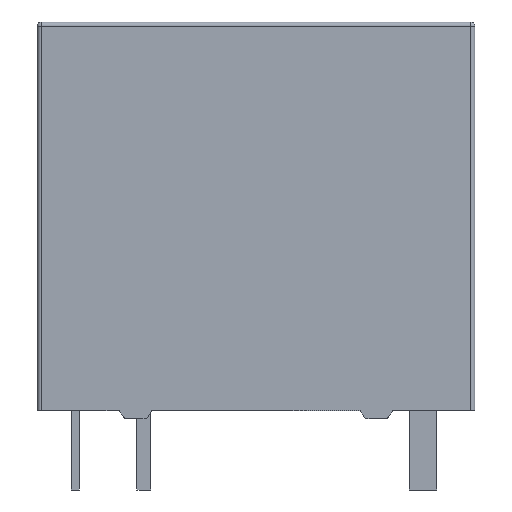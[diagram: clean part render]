
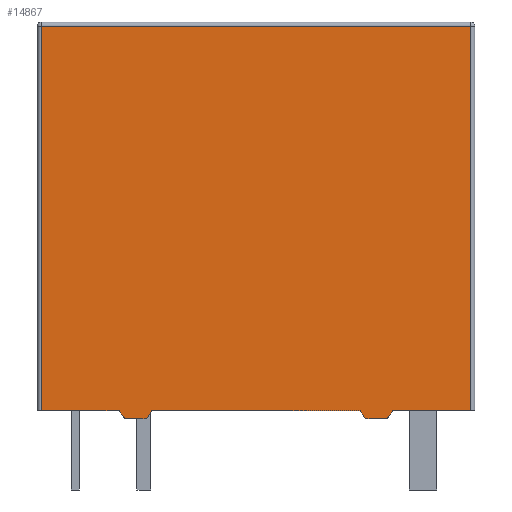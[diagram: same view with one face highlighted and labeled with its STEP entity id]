
A CAD part, front view. The second image highlights one B-rep face of the part: STEP entity #14867.
In plain terms, the highlighted planar face has unit normal (0, -1, 0).
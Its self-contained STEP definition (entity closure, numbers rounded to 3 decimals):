
#203 = EDGE_CURVE ( 'NONE', #3336, #8401, #13584, .T. ) ;
#250 = ORIENTED_EDGE ( 'NONE', *, *, #17136, .T. ) ;
#318 = LINE ( 'NONE', #8807, #14961 ) ;
#618 = EDGE_CURVE ( 'NONE', #12398, #6528, #8362, .T. ) ;
#855 = EDGE_CURVE ( 'NONE', #10114, #9656, #5221, .T. ) ;
#861 = DIRECTION ( 'NONE',  ( 0., -1., 0. ) ) ;
#917 = DIRECTION ( 'NONE',  ( 0.555, 0., 0.832 ) ) ;
#980 = EDGE_LOOP ( 'NONE', ( #2024, #4058, #12753, #12250, #13964, #11327, #10971, #5772, #7235, #15978, #8469, #250, #16405, #2051, #12610, #12499 ) ) ;
#1057 = VECTOR ( 'NONE', #5537, 1000. ) ;
#1341 = PLANE ( 'NONE',  #3244 ) ;
#1367 = LINE ( 'NONE', #9649, #1057 ) ;
#1421 = CARTESIAN_POINT ( 'NONE',  ( -4.746, -6.2, 0.1 ) ) ;
#1904 = CARTESIAN_POINT ( 'NONE',  ( -8., -6.2, 14.35 ) ) ;
#1912 = CARTESIAN_POINT ( 'NONE',  ( -7.85, -6.2, 0.3 ) ) ;
#1989 = LINE ( 'NONE', #7505, #4483 ) ;
#2024 = ORIENTED_EDGE ( 'NONE', *, *, #17289, .T. ) ;
#2042 = DIRECTION ( 'NONE',  ( 0., 0., 1. ) ) ;
#2051 = ORIENTED_EDGE ( 'NONE', *, *, #203, .T. ) ;
#2171 = VERTEX_POINT ( 'NONE', #12532 ) ;
#2281 = CARTESIAN_POINT ( 'NONE',  ( 4.83, -6.2, 0.045 ) ) ;
#2522 = DIRECTION ( 'NONE',  ( 0., 0., 1. ) ) ;
#2805 = VECTOR ( 'NONE', #12711, 1000. ) ;
#2939 = AXIS2_PLACEMENT_3D ( 'NONE', #10476, #3470, #8951 ) ;
#3125 = CARTESIAN_POINT ( 'NONE',  ( -5., -6.2, 0.3 ) ) ;
#3244 = AXIS2_PLACEMENT_3D ( 'NONE', #3960, #11963, #9450 ) ;
#3265 = EDGE_CURVE ( 'NONE', #8869, #7142, #1367, .T. ) ;
#3336 = VERTEX_POINT ( 'NONE', #4794 ) ;
#3470 = DIRECTION ( 'NONE',  ( 0., -1., 0. ) ) ;
#3536 = CARTESIAN_POINT ( 'NONE',  ( 4.054, -6.2, 0.1 ) ) ;
#3541 = VECTOR ( 'NONE', #8865, 1000. ) ;
#3960 = CARTESIAN_POINT ( 'NONE',  ( -8., -6.2, 14.5 ) ) ;
#4058 = ORIENTED_EDGE ( 'NONE', *, *, #3265, .T. ) ;
#4061 = LINE ( 'NONE', #13300, #8308 ) ;
#4268 = CARTESIAN_POINT ( 'NONE',  ( 5., -6.2, 0.3 ) ) ;
#4335 = CARTESIAN_POINT ( 'NONE',  ( 4.746, -6.2, 0. ) ) ;
#4467 = AXIS2_PLACEMENT_3D ( 'NONE', #3536, #9014, #5424 ) ;
#4483 = VECTOR ( 'NONE', #6239, 1000. ) ;
#4715 = CARTESIAN_POINT ( 'NONE',  ( -8., -6.2, 0.3 ) ) ;
#4794 = CARTESIAN_POINT ( 'NONE',  ( 4.054, -6.2, 0. ) ) ;
#4930 = CARTESIAN_POINT ( 'NONE',  ( 7.85, -6.2, 14.35 ) ) ;
#5221 = LINE ( 'NONE', #14543, #14440 ) ;
#5319 = FACE_OUTER_BOUND ( 'NONE', #980, .T. ) ;
#5424 = DIRECTION ( 'NONE',  ( 0., 0., 1. ) ) ;
#5537 = DIRECTION ( 'NONE',  ( 0., 0., 1. ) ) ;
#5555 = CARTESIAN_POINT ( 'NONE',  ( -4.746, -6.2, 0. ) ) ;
#5593 = VERTEX_POINT ( 'NONE', #2281 ) ;
#5772 = ORIENTED_EDGE ( 'NONE', *, *, #8528, .T. ) ;
#5901 = LINE ( 'NONE', #4715, #3541 ) ;
#6065 = EDGE_CURVE ( 'NONE', #14552, #14468, #17049, .T. ) ;
#6067 = CARTESIAN_POINT ( 'NONE',  ( -7.85, -6.2, 14.35 ) ) ;
#6239 = DIRECTION ( 'NONE',  ( 1., 0., 0. ) ) ;
#6446 = CARTESIAN_POINT ( 'NONE',  ( 3.8, -6.2, 0.3 ) ) ;
#6528 = VERTEX_POINT ( 'NONE', #6446 ) ;
#6668 = VECTOR ( 'NONE', #14934, 1000. ) ;
#7142 = VERTEX_POINT ( 'NONE', #4930 ) ;
#7235 = ORIENTED_EDGE ( 'NONE', *, *, #13791, .T. ) ;
#7260 = EDGE_CURVE ( 'NONE', #9656, #14552, #14055, .T. ) ;
#7357 = EDGE_CURVE ( 'NONE', #16686, #10114, #15380, .T. ) ;
#7410 = LINE ( 'NONE', #1904, #8518 ) ;
#7505 = CARTESIAN_POINT ( 'NONE',  ( -4.746, -6.2, 0. ) ) ;
#7584 = CARTESIAN_POINT ( 'NONE',  ( -3.97, -6.2, 0.045 ) ) ;
#7925 = CIRCLE ( 'NONE', #4467, 0.1 ) ;
#8267 = VERTEX_POINT ( 'NONE', #11712 ) ;
#8308 = VECTOR ( 'NONE', #917, 1000. ) ;
#8362 = LINE ( 'NONE', #9686, #10914 ) ;
#8401 = VERTEX_POINT ( 'NONE', #4335 ) ;
#8469 = ORIENTED_EDGE ( 'NONE', *, *, #618, .T. ) ;
#8515 = EDGE_CURVE ( 'NONE', #9863, #12398, #17177, .T. ) ;
#8518 = VECTOR ( 'NONE', #16921, 1000. ) ;
#8528 = EDGE_CURVE ( 'NONE', #14468, #8267, #1989, .T. ) ;
#8636 = DIRECTION ( 'NONE',  ( 0.555, 0., -0.832 ) ) ;
#8807 = CARTESIAN_POINT ( 'NONE',  ( 3.97, -6.2, 0.045 ) ) ;
#8865 = DIRECTION ( 'NONE',  ( 1., 0., 0. ) ) ;
#8869 = VERTEX_POINT ( 'NONE', #17010 ) ;
#8951 = DIRECTION ( 'NONE',  ( 0., 0., 1. ) ) ;
#9014 = DIRECTION ( 'NONE',  ( 0., -1., 0. ) ) ;
#9450 = DIRECTION ( 'NONE',  ( 0., 0., 1. ) ) ;
#9477 = EDGE_CURVE ( 'NONE', #8401, #5593, #11654, .T. ) ;
#9649 = CARTESIAN_POINT ( 'NONE',  ( 7.85, -6.2, 14.5 ) ) ;
#9656 = VERTEX_POINT ( 'NONE', #16053 ) ;
#9686 = CARTESIAN_POINT ( 'NONE',  ( -8., -6.2, 0.3 ) ) ;
#9863 = VERTEX_POINT ( 'NONE', #12235 ) ;
#9893 = EDGE_CURVE ( 'NONE', #5593, #16525, #4061, .T. ) ;
#10050 = DIRECTION ( 'NONE',  ( 0., 0., -1. ) ) ;
#10114 = VERTEX_POINT ( 'NONE', #1912 ) ;
#10476 = CARTESIAN_POINT ( 'NONE',  ( -4.054, -6.2, 0.1 ) ) ;
#10867 = DIRECTION ( 'NONE',  ( 1., 0., 0. ) ) ;
#10914 = VECTOR ( 'NONE', #10867, 1000. ) ;
#10971 = ORIENTED_EDGE ( 'NONE', *, *, #6065, .T. ) ;
#11327 = ORIENTED_EDGE ( 'NONE', *, *, #7260, .T. ) ;
#11380 = AXIS2_PLACEMENT_3D ( 'NONE', #14415, #861, #2042 ) ;
#11654 = CIRCLE ( 'NONE', #11380, 0.1 ) ;
#11712 = CARTESIAN_POINT ( 'NONE',  ( -4.054, -6.2, 0. ) ) ;
#11963 = DIRECTION ( 'NONE',  ( 0., 1., 0. ) ) ;
#12212 = VECTOR ( 'NONE', #12930, 1000. ) ;
#12235 = CARTESIAN_POINT ( 'NONE',  ( -3.97, -6.2, 0.045 ) ) ;
#12250 = ORIENTED_EDGE ( 'NONE', *, *, #7357, .T. ) ;
#12378 = DIRECTION ( 'NONE',  ( 0., -1., 0. ) ) ;
#12398 = VERTEX_POINT ( 'NONE', #15111 ) ;
#12499 = ORIENTED_EDGE ( 'NONE', *, *, #9893, .T. ) ;
#12532 = CARTESIAN_POINT ( 'NONE',  ( 3.97, -6.2, 0.045 ) ) ;
#12610 = ORIENTED_EDGE ( 'NONE', *, *, #9477, .T. ) ;
#12711 = DIRECTION ( 'NONE',  ( 0.555, 0., -0.832 ) ) ;
#12753 = ORIENTED_EDGE ( 'NONE', *, *, #15829, .T. ) ;
#12797 = CARTESIAN_POINT ( 'NONE',  ( -4.83, -6.2, 0.045 ) ) ;
#12930 = DIRECTION ( 'NONE',  ( 0.555, 0., 0.832 ) ) ;
#13274 = DIRECTION ( 'NONE',  ( 1., 0., 0. ) ) ;
#13300 = CARTESIAN_POINT ( 'NONE',  ( 5., -6.2, 0.3 ) ) ;
#13358 = AXIS2_PLACEMENT_3D ( 'NONE', #1421, #12378, #2522 ) ;
#13584 = LINE ( 'NONE', #14850, #6668 ) ;
#13791 = EDGE_CURVE ( 'NONE', #8267, #9863, #14679, .T. ) ;
#13865 = CARTESIAN_POINT ( 'NONE',  ( -7.85, -6.2, 14.5 ) ) ;
#13964 = ORIENTED_EDGE ( 'NONE', *, *, #855, .T. ) ;
#14055 = LINE ( 'NONE', #3125, #2805 ) ;
#14415 = CARTESIAN_POINT ( 'NONE',  ( 4.746, -6.2, 0.1 ) ) ;
#14440 = VECTOR ( 'NONE', #13274, 1000. ) ;
#14468 = VERTEX_POINT ( 'NONE', #5555 ) ;
#14543 = CARTESIAN_POINT ( 'NONE',  ( -8., -6.2, 0.3 ) ) ;
#14552 = VERTEX_POINT ( 'NONE', #12797 ) ;
#14679 = CIRCLE ( 'NONE', #2939, 0.1 ) ;
#14850 = CARTESIAN_POINT ( 'NONE',  ( 4.746, -6.2, 0. ) ) ;
#14867 = ADVANCED_FACE ( 'NONE', ( #5319 ), #1341, .F. ) ;
#14934 = DIRECTION ( 'NONE',  ( 1., 0., 0. ) ) ;
#14961 = VECTOR ( 'NONE', #8636, 1000. ) ;
#15111 = CARTESIAN_POINT ( 'NONE',  ( -3.8, -6.2, 0.3 ) ) ;
#15380 = LINE ( 'NONE', #13865, #16504 ) ;
#15411 = EDGE_CURVE ( 'NONE', #2171, #3336, #7925, .T. ) ;
#15829 = EDGE_CURVE ( 'NONE', #7142, #16686, #7410, .T. ) ;
#15978 = ORIENTED_EDGE ( 'NONE', *, *, #8515, .T. ) ;
#16053 = CARTESIAN_POINT ( 'NONE',  ( -5., -6.2, 0.3 ) ) ;
#16405 = ORIENTED_EDGE ( 'NONE', *, *, #15411, .T. ) ;
#16504 = VECTOR ( 'NONE', #10050, 1000. ) ;
#16525 = VERTEX_POINT ( 'NONE', #4268 ) ;
#16686 = VERTEX_POINT ( 'NONE', #6067 ) ;
#16921 = DIRECTION ( 'NONE',  ( -1., 0., 0. ) ) ;
#17010 = CARTESIAN_POINT ( 'NONE',  ( 7.85, -6.2, 0.3 ) ) ;
#17049 = CIRCLE ( 'NONE', #13358, 0.1 ) ;
#17136 = EDGE_CURVE ( 'NONE', #6528, #2171, #318, .T. ) ;
#17177 = LINE ( 'NONE', #7584, #12212 ) ;
#17289 = EDGE_CURVE ( 'NONE', #16525, #8869, #5901, .T. ) ;
